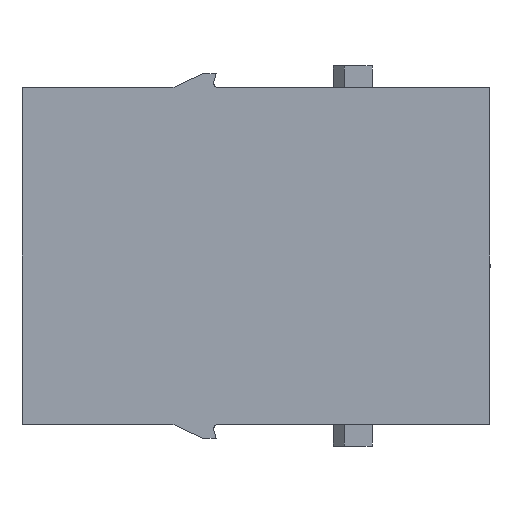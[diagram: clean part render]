
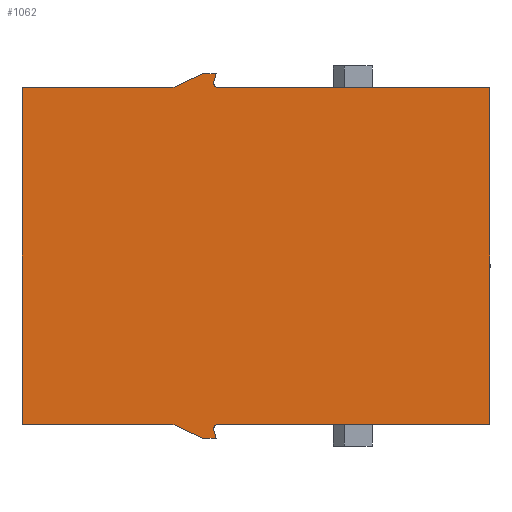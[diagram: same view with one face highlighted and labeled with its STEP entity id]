
A CAD part, left-side view. The second image highlights one B-rep face of the part: STEP entity #1062.
In plain terms, the highlighted planar face has unit normal (-1, 0, 0).
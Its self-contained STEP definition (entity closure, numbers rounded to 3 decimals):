
#796=PLANE('',#5733);
#1062=ADVANCED_FACE('',(#1331),#796,.T.);
#1331=FACE_OUTER_BOUND('',#1640,.T.);
#1640=EDGE_LOOP('',(#2915,#2916,#2917,#2918,#2919,#2920,#2921,#2922,#2923,
#2924,#2925,#2926,#2927,#2928));
#1761=CIRCLE('',#5703,0.4);
#1767=CIRCLE('',#5730,0.4);
#2915=ORIENTED_EDGE('',*,*,#4182,.T.);
#2916=ORIENTED_EDGE('',*,*,#4183,.T.);
#2917=ORIENTED_EDGE('',*,*,#4162,.T.);
#2918=ORIENTED_EDGE('',*,*,#4117,.T.);
#2919=ORIENTED_EDGE('',*,*,#4120,.T.);
#2920=ORIENTED_EDGE('',*,*,#4122,.T.);
#2921=ORIENTED_EDGE('',*,*,#4125,.T.);
#2922=ORIENTED_EDGE('',*,*,#4161,.T.);
#2923=ORIENTED_EDGE('',*,*,#4165,.T.);
#2924=ORIENTED_EDGE('',*,*,#4180,.T.);
#2925=ORIENTED_EDGE('',*,*,#4172,.T.);
#2926=ORIENTED_EDGE('',*,*,#4175,.T.);
#2927=ORIENTED_EDGE('',*,*,#4177,.T.);
#2928=ORIENTED_EDGE('',*,*,#4179,.T.);
#3489=VERTEX_POINT('',#8326);
#3490=VERTEX_POINT('',#8327);
#3491=VERTEX_POINT('',#8332);
#3492=VERTEX_POINT('',#8336);
#3493=VERTEX_POINT('',#8340);
#3518=VERTEX_POINT('',#8413);
#3519=VERTEX_POINT('',#8416);
#3520=VERTEX_POINT('',#8420);
#3526=VERTEX_POINT('',#8435);
#3527=VERTEX_POINT('',#8437);
#3528=VERTEX_POINT('',#8441);
#3529=VERTEX_POINT('',#8445);
#3530=VERTEX_POINT('',#8449);
#3531=VERTEX_POINT('',#8454);
#4117=EDGE_CURVE('',#3489,#3490,#1761,.T.);
#4120=EDGE_CURVE('',#3490,#3491,#4676,.T.);
#4122=EDGE_CURVE('',#3491,#3492,#4678,.T.);
#4125=EDGE_CURVE('',#3492,#3493,#4681,.T.);
#4161=EDGE_CURVE('',#3493,#3518,#4713,.T.);
#4162=EDGE_CURVE('',#3519,#3489,#4714,.T.);
#4165=EDGE_CURVE('',#3518,#3520,#4717,.T.);
#4172=EDGE_CURVE('',#3527,#3526,#4723,.T.);
#4175=EDGE_CURVE('',#3526,#3528,#4726,.T.);
#4177=EDGE_CURVE('',#3528,#3529,#4728,.T.);
#4179=EDGE_CURVE('',#3529,#3530,#1767,.T.);
#4180=EDGE_CURVE('',#3520,#3527,#4730,.T.);
#4182=EDGE_CURVE('',#3530,#3531,#4732,.T.);
#4183=EDGE_CURVE('',#3531,#3519,#4733,.T.);
#4676=LINE('',#8331,#5224);
#4678=LINE('',#8335,#5226);
#4681=LINE('',#8341,#5229);
#4713=LINE('',#8414,#5261);
#4714=LINE('',#8415,#5262);
#4717=LINE('',#8421,#5265);
#4723=LINE('',#8436,#5271);
#4726=LINE('',#8442,#5274);
#4728=LINE('',#8446,#5276);
#4730=LINE('',#8452,#5278);
#4732=LINE('',#8455,#5280);
#4733=LINE('',#8457,#5281);
#5224=VECTOR('',#6901,1.);
#5226=VECTOR('',#6905,1.);
#5229=VECTOR('',#6910,1.);
#5261=VECTOR('',#6974,1.);
#5262=VECTOR('',#6975,1.);
#5265=VECTOR('',#6980,1.);
#5271=VECTOR('',#6992,1.);
#5274=VECTOR('',#6997,1.);
#5276=VECTOR('',#7001,1.);
#5278=VECTOR('',#7009,1.);
#5280=VECTOR('',#7011,1.);
#5281=VECTOR('',#7014,1.);
#5703=AXIS2_PLACEMENT_3D('',#8325,#6895,#6896);
#5730=AXIS2_PLACEMENT_3D('',#8450,#7005,#7006);
#5733=AXIS2_PLACEMENT_3D('',#8458,#7015,#7016);
#6895=DIRECTION('',(1.,0.,0.));
#6896=DIRECTION('',(0.,0.,-1.));
#6901=DIRECTION('',(0.,-0.259,0.966));
#6905=DIRECTION('',(0.,1.,0.));
#6910=DIRECTION('',(0.,0.906,-0.423));
#6974=DIRECTION('',(0.,1.,0.));
#6975=DIRECTION('',(0.,1.,0.));
#6980=DIRECTION('',(0.,0.,-1.));
#6992=DIRECTION('',(0.,-0.906,-0.423));
#6997=DIRECTION('',(0.,-1.,0.));
#7001=DIRECTION('',(0.,0.259,0.966));
#7005=DIRECTION('',(1.,0.,0.));
#7006=DIRECTION('',(0.,0.966,-0.259));
#7009=DIRECTION('',(0.,-1.,0.));
#7011=DIRECTION('',(0.,-1.,0.));
#7014=DIRECTION('',(0.,0.,1.));
#7015=DIRECTION('',(-1.,0.,0.));
#7016=DIRECTION('',(0.,0.,1.));
#8325=CARTESIAN_POINT('',(-7.3,-1.15,15.5));
#8326=CARTESIAN_POINT('',(-7.3,-1.15,15.1));
#8327=CARTESIAN_POINT('',(-7.3,-0.764,15.604));
#8331=CARTESIAN_POINT('',(-7.3,-0.764,15.604));
#8332=CARTESIAN_POINT('',(-7.3,-0.964,16.35));
#8335=CARTESIAN_POINT('',(-7.3,-0.964,16.35));
#8336=CARTESIAN_POINT('',(-7.3,0.236,16.35));
#8340=CARTESIAN_POINT('',(-7.3,2.917,15.1));
#8341=CARTESIAN_POINT('',(-7.3,0.236,16.35));
#8413=CARTESIAN_POINT('',(-7.3,16.5,15.1));
#8414=CARTESIAN_POINT('',(-7.3,2.917,15.1));
#8415=CARTESIAN_POINT('',(-7.3,-25.6,15.1));
#8416=CARTESIAN_POINT('',(-7.3,-25.6,15.1));
#8420=CARTESIAN_POINT('',(-7.3,16.5,-15.2));
#8421=CARTESIAN_POINT('',(-7.3,16.5,15.1));
#8435=CARTESIAN_POINT('',(-7.3,0.236,-16.45));
#8436=CARTESIAN_POINT('',(-7.3,2.917,-15.2));
#8437=CARTESIAN_POINT('',(-7.3,2.917,-15.2));
#8441=CARTESIAN_POINT('',(-7.3,-0.964,-16.45));
#8442=CARTESIAN_POINT('',(-7.3,0.236,-16.45));
#8445=CARTESIAN_POINT('',(-7.3,-0.764,-15.704));
#8446=CARTESIAN_POINT('',(-7.3,-0.964,-16.45));
#8449=CARTESIAN_POINT('',(-7.3,-1.15,-15.2));
#8450=CARTESIAN_POINT('',(-7.3,-1.15,-15.6));
#8452=CARTESIAN_POINT('',(-7.3,16.5,-15.2));
#8454=CARTESIAN_POINT('',(-7.3,-25.6,-15.2));
#8455=CARTESIAN_POINT('',(-7.3,-1.15,-15.2));
#8457=CARTESIAN_POINT('',(-7.3,-25.6,-15.2));
#8458=CARTESIAN_POINT('',(-7.3,-25.7,-17.35));
